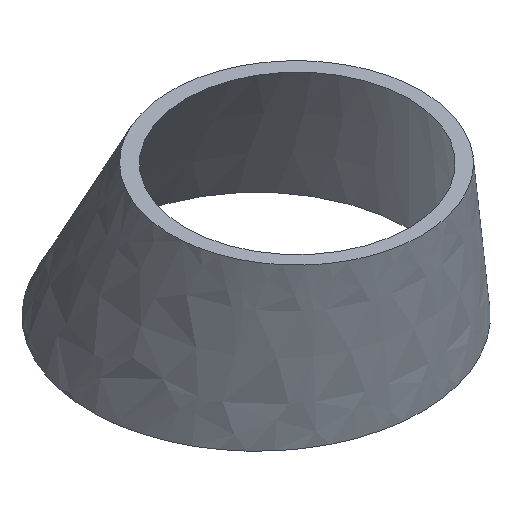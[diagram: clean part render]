
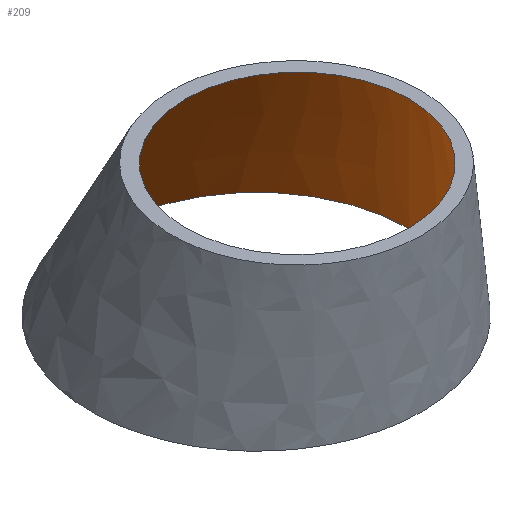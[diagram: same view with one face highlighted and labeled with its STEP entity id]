
A CAD part, isometric view. The second image highlights one B-rep face of the part: STEP entity #209.
In plain terms, the highlighted free-form (B-spline) face has degree [3, 3] with [28, 4] control points.
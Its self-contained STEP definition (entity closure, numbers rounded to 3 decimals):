
#68=CARTESIAN_POINT('',(23.9,6.35,-24.));
#69=CARTESIAN_POINT('',(23.9,4.562,-24.));
#70=CARTESIAN_POINT('',(23.497,0.987,-24.));
#71=CARTESIAN_POINT('',(21.715,-4.107,-24.));
#72=CARTESIAN_POINT('',(18.843,-8.677,-24.));
#73=CARTESIAN_POINT('',(15.451,-12.069,-24.));
#74=CARTESIAN_POINT('',(11.995,-14.425,-24.));
#75=CARTESIAN_POINT('',(7.688,-16.501,-24.));
#76=CARTESIAN_POINT('',(1.813,-17.842,-24.));
#77=CARTESIAN_POINT('',(-5.398,-17.301,-24.0));
#78=CARTESIAN_POINT('',(-12.13,-14.659,-24.));
#79=CARTESIAN_POINT('',(-17.783,-10.15,-24.));
#80=CARTESIAN_POINT('',(-21.857,-4.176,-24.));
#81=CARTESIAN_POINT('',(-23.988,2.734,-24.));
#82=CARTESIAN_POINT('',(-23.989,9.966,-24.));
#83=CARTESIAN_POINT('',(-21.858,16.876,-24.));
#84=CARTESIAN_POINT('',(-17.783,22.851,-24.));
#85=CARTESIAN_POINT('',(-12.13,27.359,-24.));
#86=CARTESIAN_POINT('',(-5.398,30.001,-24.));
#87=CARTESIAN_POINT('',(1.813,30.542,-24.0));
#88=CARTESIAN_POINT('',(8.863,28.933,-24.));
#89=CARTESIAN_POINT('',(14.603,25.618,-24.));
#90=CARTESIAN_POINT('',(18.843,21.377,-24.));
#91=CARTESIAN_POINT('',(21.715,16.807,-24.));
#92=CARTESIAN_POINT('',(23.2,12.562,-24.));
#93=CARTESIAN_POINT('',(23.799,9.032,-24.));
#94=CARTESIAN_POINT('',(23.9,7.244,-24.));
#95=CARTESIAN_POINT('',(23.9,6.35,-24.));
#96=CARTESIAN_POINT('',(21.783,4.233,-16.));
#97=CARTESIAN_POINT('',(21.783,2.604,-16.));
#98=CARTESIAN_POINT('',(21.416,-0.655,-16.));
#99=CARTESIAN_POINT('',(19.792,-5.298,-16.));
#100=CARTESIAN_POINT('',(17.175,-9.463,-16.));
#101=CARTESIAN_POINT('',(14.083,-12.555,-16.));
#102=CARTESIAN_POINT('',(10.932,-14.702,-16.));
#103=CARTESIAN_POINT('',(7.007,-16.593,-16.));
#104=CARTESIAN_POINT('',(1.652,-17.816,-16.0));
#105=CARTESIAN_POINT('',(-4.92,-17.323,-16.));
#106=CARTESIAN_POINT('',(-11.056,-14.915,-16.));
#107=CARTESIAN_POINT('',(-16.208,-10.806,-16.));
#108=CARTESIAN_POINT('',(-19.921,-5.36,-16.));
#109=CARTESIAN_POINT('',(-21.864,0.938,-16.0));
#110=CARTESIAN_POINT('',(-21.864,7.529,-16.));
#111=CARTESIAN_POINT('',(-19.922,13.827,-16.0));
#112=CARTESIAN_POINT('',(-16.208,19.273,-16.));
#113=CARTESIAN_POINT('',(-11.055,23.382,-16.));
#114=CARTESIAN_POINT('',(-4.92,25.79,-16.));
#115=CARTESIAN_POINT('',(1.652,26.283,-16.));
#116=CARTESIAN_POINT('',(8.078,24.816,-16.));
#117=CARTESIAN_POINT('',(13.31,21.795,-16.));
#118=CARTESIAN_POINT('',(17.174,17.929,-16.));
#119=CARTESIAN_POINT('',(19.792,13.765,-16.));
#120=CARTESIAN_POINT('',(21.145,9.895,-16.));
#121=CARTESIAN_POINT('',(21.692,6.677,-16.));
#122=CARTESIAN_POINT('',(21.783,5.048,-16.));
#123=CARTESIAN_POINT('',(21.783,4.233,-16.));
#124=CARTESIAN_POINT('',(19.667,2.117,-8.));
#125=CARTESIAN_POINT('',(19.667,0.646,-8.));
#126=CARTESIAN_POINT('',(19.335,-2.296,-8.0));
#127=CARTESIAN_POINT('',(17.868,-6.488,-8.));
#128=CARTESIAN_POINT('',(15.506,-10.249,-8.));
#129=CARTESIAN_POINT('',(12.714,-13.04,-8.));
#130=CARTESIAN_POINT('',(9.87,-14.979,-8.));
#131=CARTESIAN_POINT('',(6.326,-16.686,-8.));
#132=CARTESIAN_POINT('',(1.492,-17.79,-8.));
#133=CARTESIAN_POINT('',(-4.442,-17.345,-8.));
#134=CARTESIAN_POINT('',(-9.981,-15.171,-8.0));
#135=CARTESIAN_POINT('',(-14.633,-11.461,-8.0));
#136=CARTESIAN_POINT('',(-17.986,-6.545,-8.));
#137=CARTESIAN_POINT('',(-19.739,-0.859,-8.));
#138=CARTESIAN_POINT('',(-19.739,5.092,-8.));
#139=CARTESIAN_POINT('',(-17.986,10.778,-8.));
#140=CARTESIAN_POINT('',(-14.633,15.695,-8.));
#141=CARTESIAN_POINT('',(-9.981,19.405,-8.));
#142=CARTESIAN_POINT('',(-4.442,21.579,-8.));
#143=CARTESIAN_POINT('',(1.492,22.023,-8.));
#144=CARTESIAN_POINT('',(7.293,20.699,-8.));
#145=CARTESIAN_POINT('',(12.017,17.972,-8.));
#146=CARTESIAN_POINT('',(15.505,14.482,-8.));
#147=CARTESIAN_POINT('',(17.869,10.722,-8.));
#148=CARTESIAN_POINT('',(19.091,7.228,-8.));
#149=CARTESIAN_POINT('',(19.584,4.323,-8.));
#150=CARTESIAN_POINT('',(19.667,2.852,-8.));
#151=CARTESIAN_POINT('',(19.667,2.117,-8.));
#152=CARTESIAN_POINT('',(17.55,0.,0.0));
#153=CARTESIAN_POINT('',(17.55,-1.313,0.0));
#154=CARTESIAN_POINT('',(17.254,-3.938,0.0));
#155=CARTESIAN_POINT('',(15.945,-7.679,0.0));
#156=CARTESIAN_POINT('',(13.837,-11.035,0.0));
#157=CARTESIAN_POINT('',(11.346,-13.525,0.0));
#158=CARTESIAN_POINT('',(8.808,-15.255,0.0));
#159=CARTESIAN_POINT('',(5.645,-16.779,0.0));
#160=CARTESIAN_POINT('',(1.331,-17.764,0.0));
#161=CARTESIAN_POINT('',(-3.964,-17.367,0.0));
#162=CARTESIAN_POINT('',(-8.907,-15.427,0.0));
#163=CARTESIAN_POINT('',(-13.058,-12.116,0.0));
#164=CARTESIAN_POINT('',(-16.05,-7.729,0.0));
#165=CARTESIAN_POINT('',(-17.615,-2.655,0.0));
#166=CARTESIAN_POINT('',(-17.615,2.655,0.0));
#167=CARTESIAN_POINT('',(-16.05,7.729,0.0));
#168=CARTESIAN_POINT('',(-13.059,12.117,0.0));
#169=CARTESIAN_POINT('',(-8.907,15.427,0.0));
#170=CARTESIAN_POINT('',(-3.964,17.367,0.0));
#171=CARTESIAN_POINT('',(1.331,17.764,0.0));
#172=CARTESIAN_POINT('',(6.508,16.583,0.0));
#173=CARTESIAN_POINT('',(10.723,14.149,0.0));
#174=CARTESIAN_POINT('',(13.837,11.034,0.0));
#175=CARTESIAN_POINT('',(15.945,7.679,0.0));
#176=CARTESIAN_POINT('',(17.036,4.562,0.0));
#177=CARTESIAN_POINT('',(17.476,1.969,0.0));
#178=CARTESIAN_POINT('',(17.55,0.656,0.0));
#179=CARTESIAN_POINT('',(17.55,0.,0.0));
#180=B_SPLINE_SURFACE_WITH_KNOTS('',3,3,((#68,#96,#124,#152),(#69,#97,#125,#153),(#70,#98,#126,#154),(#71,#99,#127,#155),(#72,#100,#128,#156),(#73,#101,#129,#157),(#74,#102,#130,#158),(#75,#103,#131,#159),(#76,#104,#132,#160),(#77,#105,#133,#161),(#78,#106,#134,#162),(#79,#107,#135,#163),(#80,#108,#136,#164),(#81,#109,#137,#165),(#82,#110,#138,#166),(#83,#111,#139,#167),(#84,#112,#140,#168),(#85,#113,#141,#169),(#86,#114,#142,#170),(#87,#115,#143,#171),(#88,#116,#144,#172),(#89,#117,#145,#173),(#90,#118,#146,#174),(#91,#119,#147,#175),(#92,#120,#148,#176),(#93,#121,#149,#177),(#94,#122,#150,#178),(#95,#123,#151,#179)),.UNSPECIFIED.,.T.,.F.,.U.,(4,1,1,1,1,1,1,1,1,1,1,1,1,1,1,1,1,1,1,1,1,1,1,1,1,4),(4,4),(0.,0.036,0.071,0.107,0.143,0.167,0.19,0.238,0.286,0.333,0.381,0.429,0.476,0.524,0.571,0.619,0.667,0.714,0.762,0.81,0.857,0.893,0.929,0.964,0.982,1.),(0.0,1.0),.UNSPECIFIED.);
#181=CARTESIAN_POINT('',(23.9,6.35,-24.));
#182=VERTEX_POINT('',#181);
#183=CARTESIAN_POINT('',(0.0,6.35,-24.));
#184=DIRECTION('',(0.0,0.0,1.0));
#185=DIRECTION('',(-1.0,0.0,0.0));
#186=AXIS2_PLACEMENT_3D('',#183,#184,#185);
#187=CIRCLE('',#186,23.9);
#188=EDGE_CURVE('',#182,#182,#187,.T.);
#189=ORIENTED_EDGE('',*,*,#188,.F.);
#190=CARTESIAN_POINT('',(17.55,0.,0.0));
#191=VERTEX_POINT('',#190);
#192=CARTESIAN_POINT('',(23.9,6.35,-24.));
#193=CARTESIAN_POINT('',(21.783,4.233,-16.));
#194=CARTESIAN_POINT('',(19.667,2.117,-8.));
#195=CARTESIAN_POINT('',(17.55,0.,0.0));
#196=QUASI_UNIFORM_CURVE('',3,(#192,#193,#194,#195),.UNSPECIFIED.,.F.,.U.);
#197=EDGE_CURVE('',#182,#191,#196,.T.);
#198=ORIENTED_EDGE('',*,*,#197,.T.);
#199=CARTESIAN_POINT('',(0.0,0.0,0.0));
#200=DIRECTION('',(0.0,0.0,-1.0));
#201=DIRECTION('',(-1.0,0.0,0.0));
#202=AXIS2_PLACEMENT_3D('',#199,#200,#201);
#203=CIRCLE('',#202,17.55);
#204=EDGE_CURVE('',#191,#191,#203,.T.);
#205=ORIENTED_EDGE('',*,*,#204,.F.);
#206=ORIENTED_EDGE('',*,*,#197,.F.);
#207=EDGE_LOOP('',(#189,#198,#205,#206));
#208=FACE_OUTER_BOUND('',#207,.T.);
#209=ADVANCED_FACE('',(#208),#180,.T.);
